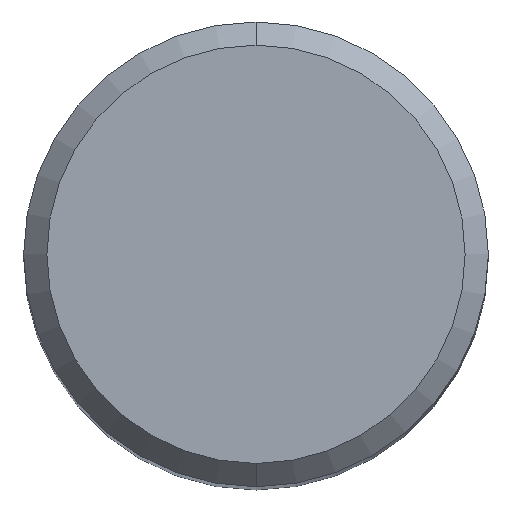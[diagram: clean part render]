
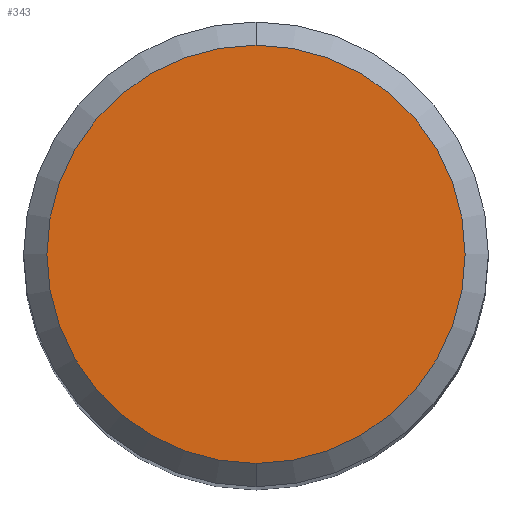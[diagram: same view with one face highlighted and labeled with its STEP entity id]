
A CAD part, top view. The second image highlights one B-rep face of the part: STEP entity #343.
In plain terms, the highlighted planar face has unit normal (0, 0, 1).
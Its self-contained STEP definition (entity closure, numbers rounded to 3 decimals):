
#181=EDGE_CURVE('',#431,#429,#489,.T.);
#343=ADVANCED_FACE('',(#666),#667,.T.);
#397=EDGE_CURVE('',#429,#431,#727,.T.);
#429=VERTEX_POINT('',#761);
#431=VERTEX_POINT('',#763);
#489=CIRCLE('',#821,5.4);
#666=FACE_OUTER_BOUND('',#1261,.T.);
#667=PLANE('',#1262);
#727=CIRCLE('',#1390,5.4);
#761=CARTESIAN_POINT('',(0.0,5.4,0.));
#763=CARTESIAN_POINT('',(0.,-5.4,0.));
#821=AXIS2_PLACEMENT_3D('',#1518,#1519,#1520);
#1261=EDGE_LOOP('',(#1690,#1691));
#1262=AXIS2_PLACEMENT_3D('',#1692,#1693,#1694);
#1390=AXIS2_PLACEMENT_3D('',#1780,#1781,#1782);
#1518=CARTESIAN_POINT('',(0.0,0.0,0.));
#1519=DIRECTION('',(0.0,0.0,-1.0));
#1520=DIRECTION('',(0.0,1.0,0.0));
#1690=ORIENTED_EDGE('',*,*,#397,.F.);
#1691=ORIENTED_EDGE('',*,*,#181,.F.);
#1692=CARTESIAN_POINT('',(0.0,2.7,0.));
#1693=DIRECTION('',(-0.0,0.0,1.0));
#1694=DIRECTION('',(0.0,-1.0,0.0));
#1780=CARTESIAN_POINT('',(0.0,0.0,0.));
#1781=DIRECTION('',(0.0,0.0,-1.0));
#1782=DIRECTION('',(0.0,1.0,0.0));
